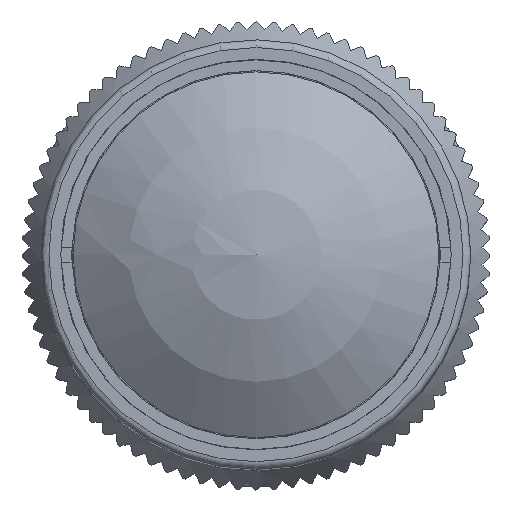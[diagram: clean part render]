
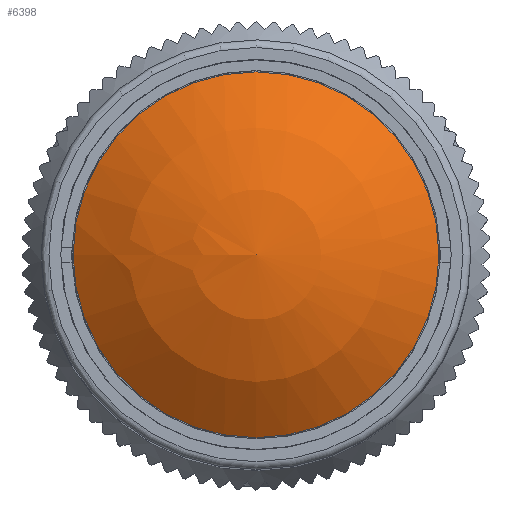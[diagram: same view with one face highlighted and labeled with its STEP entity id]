
A CAD part, top view. The second image highlights one B-rep face of the part: STEP entity #6398.
In plain terms, the highlighted spherical face has radius 19.19 mm.
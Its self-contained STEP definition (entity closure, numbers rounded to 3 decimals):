
#15=SPHERICAL_SURFACE('',#6823,19.19);
#1311=FACE_OUTER_BOUND('',#1665,.T.);
#1665=EDGE_LOOP('',(#4103));
#1976=CIRCLE('',#6698,11.924);
#2203=VERTEX_POINT('',#8915);
#2860=EDGE_CURVE('',#2203,#2203,#1976,.T.);
#4103=ORIENTED_EDGE('',*,*,#2860,.T.);
#6398=ADVANCED_FACE('',(#1311),#15,.T.);
#6698=AXIS2_PLACEMENT_3D('',#8916,#7327,#7328);
#6823=AXIS2_PLACEMENT_3D('',#9349,#7644,#7645);
#7327=DIRECTION('center_axis',(0.,0.,1.));
#7328=DIRECTION('ref_axis',(0.,1.,0.));
#7644=DIRECTION('center_axis',(0.,0.,
1.));
#7645=DIRECTION('ref_axis',(-1.,0.,0.));
#8915=CARTESIAN_POINT('',(0.,-11.924,-5.412));
#8916=CARTESIAN_POINT('Origin',(0.,0.,
-5.412));
#9349=CARTESIAN_POINT('Origin',(0.,0.,
-20.448));
